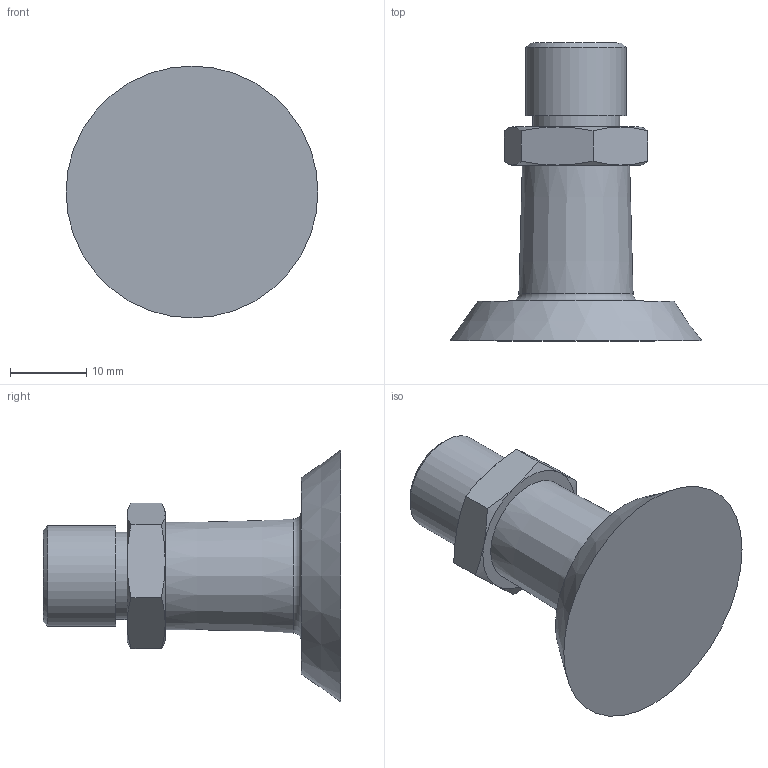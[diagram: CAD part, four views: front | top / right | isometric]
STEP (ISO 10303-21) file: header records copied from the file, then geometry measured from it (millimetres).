
FILE_DESCRIPTION(/* description */ (''),/* implementation_level */ '2;1');
FILE_NAME(/* name */ 'vo33pur_rac3r1-4m.stp',/* time_stamp */ '2021-06-10T15:39:52+02:00',/* author */ ('enginyeria'),/* organization */ (''),/* preprocessor_version */ 'ST-DEVELOPER v17.2',/* originating_system */ 'Autodesk Inventor 2019',/* authorisation */ '');
FILE_SCHEMA (('CONFIG_CONTROL_DESIGN'));
Length unit declared in the file: millimetre
Products named in the file (1): Pieza10
Bounding box: 33 x 39 x 33 mm (x, y, z)
Volume: 9114.4 mm3; surface area: 3792.6 mm2
Topology: 1 solids, 1 shells, 33 faces, 77 edges, 51 vertices
Faces by surface type: cone 16, plane 13, cylinder 3, torus 1
Full cylindrical faces by diameter (mm): 3 x1, 11.429 x1, 13.157 x1
Entity records: 994 total; most frequent: CARTESIAN_POINT 210, DIRECTION 161, ORIENTED_EDGE 154, EDGE_CURVE 77, AXIS2_PLACEMENT_3D 74, VERTEX_POINT 51, CIRCLE 40, EDGE_LOOP 38
